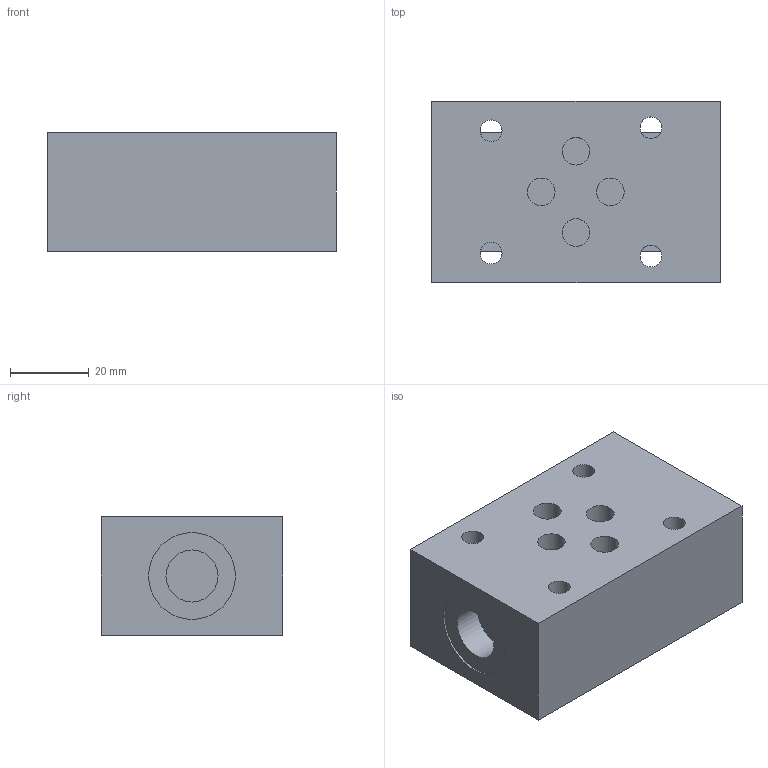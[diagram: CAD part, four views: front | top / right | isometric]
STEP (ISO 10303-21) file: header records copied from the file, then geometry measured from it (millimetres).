
FILE_DESCRIPTION(/* description */ ('Unknown'),/* implementation_level */ '2;1');
FILE_NAME(/* name */ 'PA.85800',/* time_stamp */ '2017-02-28T08:26:19+01:00',/* author */ ('Unknown'),/* organization */ ('Unknown'),/* preprocessor_version */ 'ST-DEVELOPER v16.7',/* originating_system */ 'DEX',/* authorisation */ $);
FILE_SCHEMA (('CONFIG_CONTROL_DESIGN'));
Length unit declared in the file: millimetre
Products named in the file (1): PA.85800
Bounding box: 73 x 46 x 30 mm (x, y, z)
Volume: 93150.2 mm3; surface area: 17840.7 mm2
Topology: 1 solids, 1 shells, 54 faces, 96 edges, 64 vertices
Faces by surface type: plane 34, cylinder 20
Full cylindrical faces by diameter (mm): 5.5 x4, 6.5 x4, 7 x4, 12 x4, 13.2 x2, 22 x2
Entity records: 1274 total; most frequent: DIRECTION 234, CARTESIAN_POINT 195, ORIENTED_EDGE 152, AXIS2_PLACEMENT_3D 103, EDGE_LOOP 102, FACE_BOUND 102, EDGE_CURVE 76, VERTEX_POINT 64
